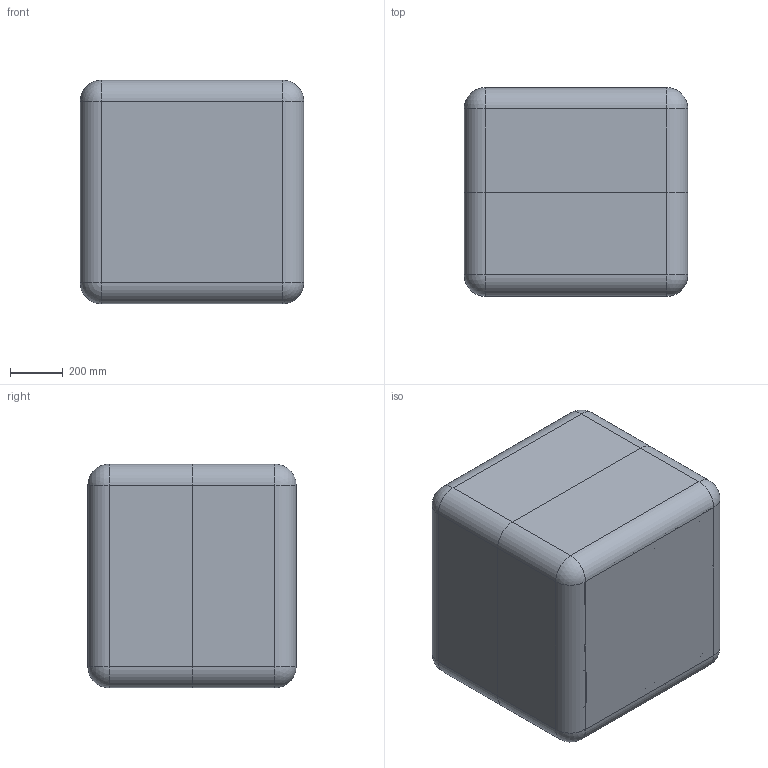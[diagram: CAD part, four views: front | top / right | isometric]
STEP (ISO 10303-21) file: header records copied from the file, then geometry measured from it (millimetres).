
FILE_DESCRIPTION (( 'STEP AP214' ), '1' );
FILE_NAME ('Êîíòåéíåð ÀÄÌÈÐÀË®ÏÐÎÔÅÑÑÈÎÍÀËÜÍÛÅ 139_óïðîùåííàÿ 3D-ìîäåëü.STEP', '2025-08-28T05:58:50', ( '' ), ( '' ), 'SwSTEP 2.0', 'SolidWorks 2021', '' );
FILE_SCHEMA (( 'AUTOMOTIVE_DESIGN' ));
Length unit declared in the file: millimetre
Products named in the file (3): Lid 139; Base 138; Êîíòåéíåð ÀÄÌÈÐÀË®ÏÐÎÔÅÑÑÈÎÍÀËÜÍÛÅ 139_óïðîùåííàÿ 3D-ìîäåëü
Assembly tree (2 placements, depth 2):
  Êîíòåéíåð ÀÄÌÈÐÀË®ÏÐÎÔÅÑÑÈÎÍÀËÜÍÛÅ 139_óïðîùåííàÿ 3D-ìîäåëü
    Base 138
    Lid 139
Bounding box: 843.82 x 786.39 x 843.82 mm (x, y, z)
Volume: 152290846.8 mm3; surface area: 8326824.3 mm2
Topology: 2 solids, 2 shells, 1319 faces, 3311 edges, 1930 vertices
Faces by surface type: cylinder 474, plane 317, bspline 276, torus 200, sphere 32, cone 20
Entity records: 46129 total; most frequent: CARTESIAN_POINT 16501, ORIENTED_EDGE 6486, DIRECTION 5957, EDGE_CURVE 3243, AXIS2_PLACEMENT_3D 2318, VERTEX_POINT 1930, EDGE_LOOP 1369, LINE 1321
